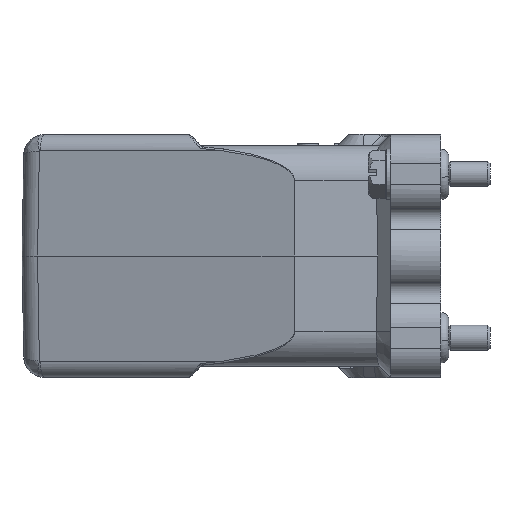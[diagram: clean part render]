
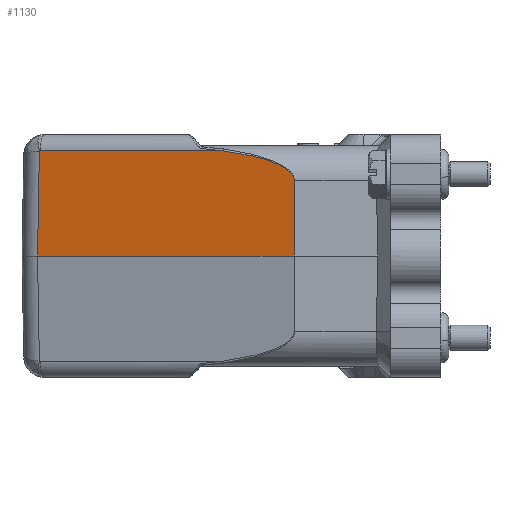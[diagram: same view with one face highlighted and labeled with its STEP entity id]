
A CAD part, left-side view. The second image highlights one B-rep face of the part: STEP entity #1130.
In plain terms, the highlighted planar face has unit normal (-0.966, 0.259, 0.018).
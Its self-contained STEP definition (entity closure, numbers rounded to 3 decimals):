
#1130=ADVANCED_FACE('NONE',(#1940),#1508,.T.);
#1508=PLANE('',#10644);
#1940=FACE_OUTER_BOUND('',#2548,.T.);
#2548=EDGE_LOOP('',(#5771,#5772,#5773,#5774,#5775,#5776));
#3163=LINE('',#17984,#3733);
#3178=LINE('',#18892,#3748);
#3179=LINE('',#18893,#3749);
#3180=LINE('',#18895,#3750);
#3733=VECTOR('',#12090,1.);
#3748=VECTOR('',#12153,1.);
#3749=VECTOR('',#12154,1.);
#3750=VECTOR('',#12155,1.);
#5771=ORIENTED_EDGE('',*,*,#8968,.T.);
#5772=ORIENTED_EDGE('',*,*,#8969,.T.);
#5773=ORIENTED_EDGE('',*,*,#8889,.F.);
#5774=ORIENTED_EDGE('',*,*,#8887,.T.);
#5775=ORIENTED_EDGE('',*,*,#8970,.F.);
#5776=ORIENTED_EDGE('',*,*,#8971,.T.);
#7566=VERTEX_POINT('',#17351);
#7599=VERTEX_POINT('',#17983);
#7600=VERTEX_POINT('',#17992);
#7646=VERTEX_POINT('',#18890);
#7647=VERTEX_POINT('',#18891);
#7648=VERTEX_POINT('',#18894);
#8887=EDGE_CURVE('NONE',#7566,#7599,#3163,.T.);
#8889=EDGE_CURVE('NONE',#7566,#7600,#9923,.T.);
#8968=EDGE_CURVE('NONE',#7646,#7647,#9986,.T.);
#8969=EDGE_CURVE('NONE',#7647,#7600,#3178,.T.);
#8970=EDGE_CURVE('NONE',#7648,#7599,#3179,.T.);
#8971=EDGE_CURVE('NONE',#7648,#7646,#3180,.T.);
#9923=B_SPLINE_CURVE_WITH_KNOTS('',3,(#17993,#17994,#17995,#17996),
 .UNSPECIFIED.,.F.,.F.,(4,4),(0.,1.),.UNSPECIFIED.);
#9986=B_SPLINE_CURVE_WITH_KNOTS('',3,(#18836,#18837,#18838,#18839,#18840,
#18841,#18842,#18843,#18844,#18845,#18846,#18847,#18848,#18849,#18850,#18851,
#18852,#18853,#18854,#18855,#18856,#18857,#18858,#18859,#18860,#18861,#18862,
#18863,#18864,#18865,#18866,#18867,#18868,#18869,#18870,#18871,#18872,#18873,
#18874,#18875,#18876,#18877,#18878,#18879,#18880,#18881,#18882,#18883,#18884,
#18885,#18886,#18887,#18888,#18889),.UNSPECIFIED.,.F.,.F.,(4,2,2,1,2,2,
1,1,1,1,2,2,1,1,1,1,1,1,1,1,2,2,1,1,1,1,1,1,1,2,2,1,1,1,1,1,1,2,2,4),(0.,
0.031,0.047,0.062,0.07,
0.074,0.078,0.094,0.125,
0.141,0.143,0.145,0.148,
0.156,0.187,0.219,0.234,0.242,
0.246,0.248,0.249,0.25,
0.375,0.437,0.469,0.484,
0.492,0.496,0.498,0.499,
0.5,0.625,0.687,0.719,
0.734,0.742,0.746,0.748,0.75,
1.),.UNSPECIFIED.);
#10644=AXIS2_PLACEMENT_3D('',#18896,#12156,#12157);
#12090=DIRECTION('',(-0.013,0.017,-1.));
#12153=DIRECTION('',(0.259,0.966,0.));
#12154=DIRECTION('',(0.259,0.966,0.));
#12155=DIRECTION('',(0.017,-0.002,1.));
#12156=DIRECTION('',(-0.966,0.259,0.017));
#12157=DIRECTION('',(-0.259,-0.966,0.));
#17351=CARTESIAN_POINT('',(-34.741,95.857,25.04));
#17983=CARTESIAN_POINT('',(-35.076,96.295,0.));
#17984=CARTESIAN_POINT('',(-34.741,95.857,25.04));
#17992=CARTESIAN_POINT('',(-34.805,95.615,25.07));
#17993=CARTESIAN_POINT('',(-34.741,95.857,25.04));
#17994=CARTESIAN_POINT('',(-34.762,95.778,25.06));
#17995=CARTESIAN_POINT('',(-34.783,95.697,25.07));
#17996=CARTESIAN_POINT('',(-34.805,95.615,25.07));
#18836=CARTESIAN_POINT('',(-51.17,35.022,17.948));
#18837=CARTESIAN_POINT('',(-51.164,35.027,18.165));
#18838=CARTESIAN_POINT('',(-51.153,35.056,18.369));
#18839=CARTESIAN_POINT('',(-51.126,35.136,18.657));
#18840=CARTESIAN_POINT('',(-51.116,35.167,18.746));
#18841=CARTESIAN_POINT('',(-51.093,35.243,18.929));
#18842=CARTESIAN_POINT('',(-51.072,35.31,19.068));
#18843=CARTESIAN_POINT('',(-51.048,35.392,19.208));
#18844=CARTESIAN_POINT('',(-51.035,35.436,19.278));
#18845=CARTESIAN_POINT('',(-51.031,35.447,19.296));
#18846=CARTESIAN_POINT('',(-51.024,35.472,19.335));
#18847=CARTESIAN_POINT('',(-51.005,35.535,19.43));
#18848=CARTESIAN_POINT('',(-50.952,35.716,19.677));
#18849=CARTESIAN_POINT('',(-50.874,35.99,19.979));
#18850=CARTESIAN_POINT('',(-50.802,36.242,20.212));
#18851=CARTESIAN_POINT('',(-50.775,36.338,20.295));
#18852=CARTESIAN_POINT('',(-50.769,36.36,20.314));
#18853=CARTESIAN_POINT('',(-50.767,36.367,20.32));
#18854=CARTESIAN_POINT('',(-50.759,36.392,20.341));
#18855=CARTESIAN_POINT('',(-50.745,36.443,20.384));
#18856=CARTESIAN_POINT('',(-50.691,36.634,20.542));
#18857=CARTESIAN_POINT('',(-50.595,36.974,20.796));
#18858=CARTESIAN_POINT('',(-50.476,37.4,21.074));
#18859=CARTESIAN_POINT('',(-50.386,37.724,21.266));
#18860=CARTESIAN_POINT('',(-50.339,37.892,21.361));
#18861=CARTESIAN_POINT('',(-50.315,37.977,21.408));
#18862=CARTESIAN_POINT('',(-50.303,38.02,21.432));
#18863=CARTESIAN_POINT('',(-50.298,38.039,21.442));
#18864=CARTESIAN_POINT('',(-50.295,38.051,21.449));
#18865=CARTESIAN_POINT('',(-50.293,38.059,21.453));
#18866=CARTESIAN_POINT('',(-50.127,38.655,21.776));
#18867=CARTESIAN_POINT('',(-49.851,39.653,22.236));
#18868=CARTESIAN_POINT('',(-49.478,41.015,22.737));
#18869=CARTESIAN_POINT('',(-49.278,41.744,22.978));
#18870=CARTESIAN_POINT('',(-49.174,42.122,23.097));
#18871=CARTESIAN_POINT('',(-49.122,42.313,23.155));
#18872=CARTESIAN_POINT('',(-49.096,42.41,23.184));
#18873=CARTESIAN_POINT('',(-49.082,42.458,23.199));
#18874=CARTESIAN_POINT('',(-49.077,42.479,23.205));
#18875=CARTESIAN_POINT('',(-49.073,42.493,23.209));
#18876=CARTESIAN_POINT('',(-49.071,42.501,23.212));
#18877=CARTESIAN_POINT('',(-48.878,43.205,23.422));
#18878=CARTESIAN_POINT('',(-48.577,44.308,23.717));
#18879=CARTESIAN_POINT('',(-48.2,45.695,24.033));
#18880=CARTESIAN_POINT('',(-48.005,46.413,24.184));
#18881=CARTESIAN_POINT('',(-47.906,46.779,24.257));
#18882=CARTESIAN_POINT('',(-47.856,46.963,24.294));
#18883=CARTESIAN_POINT('',(-47.83,47.055,24.312));
#18884=CARTESIAN_POINT('',(-47.82,47.095,24.319));
#18885=CARTESIAN_POINT('',(-47.812,47.121,24.325));
#18886=CARTESIAN_POINT('',(-47.808,47.136,24.327));
#18887=CARTESIAN_POINT('',(-47.398,48.647,24.619));
#18888=CARTESIAN_POINT('',(-46.973,50.218,24.866));
#18889=CARTESIAN_POINT('',(-46.529,51.861,25.07));
#18890=CARTESIAN_POINT('',(-51.17,35.022,17.948));
#18891=CARTESIAN_POINT('',(-46.529,51.861,25.07));
#18892=CARTESIAN_POINT('',(-33.661,99.887,25.07));
#18893=CARTESIAN_POINT('',(-34.083,100.,0.));
#18894=CARTESIAN_POINT('',(-51.483,35.064,0.));
#18895=CARTESIAN_POINT('',(-51.483,35.064,0.));
#18896=CARTESIAN_POINT('',(-34.083,100.,0.));
